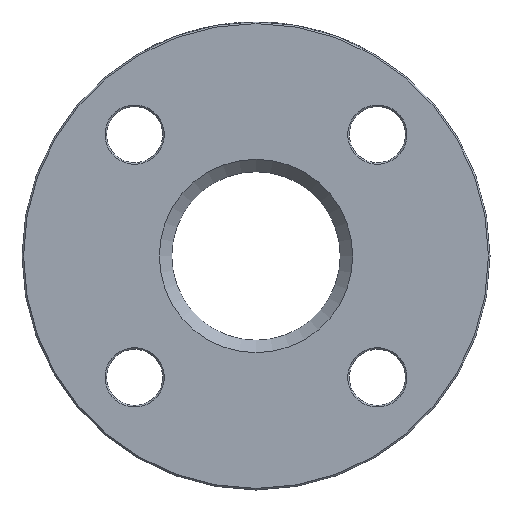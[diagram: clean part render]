
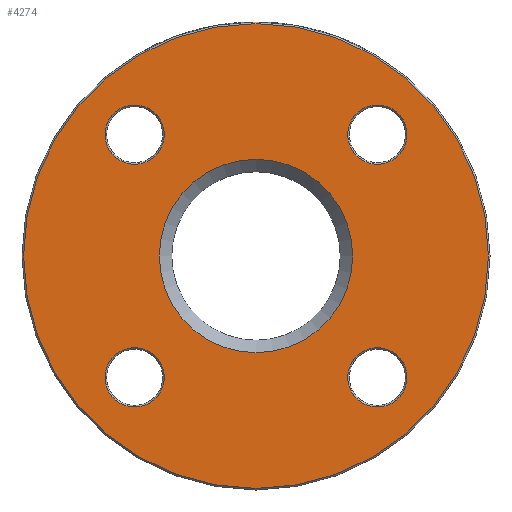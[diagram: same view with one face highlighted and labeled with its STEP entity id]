
A CAD part, left-side view. The second image highlights one B-rep face of the part: STEP entity #4274.
In plain terms, the highlighted planar face has unit normal (-1, 0, 0).
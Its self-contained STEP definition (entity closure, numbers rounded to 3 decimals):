
#102 = DIRECTION ( 'NONE',  ( 0., 0., -1. ) ) ;
#234 = EDGE_CURVE ( 'NONE', #5494, #5494, #5695, .T. ) ;
#546 = DIRECTION ( 'NONE',  ( 1., 0., 0. ) ) ;
#583 = VERTEX_POINT ( 'NONE', #1479 ) ;
#586 = VERTEX_POINT ( 'NONE', #2097 ) ;
#698 = CIRCLE ( 'NONE', #3567, 9.5 ) ;
#725 = ORIENTED_EDGE ( 'NONE', *, *, #1261, .T. ) ;
#779 = DIRECTION ( 'NONE',  ( 1., 0., 0. ) ) ;
#901 = EDGE_LOOP ( 'NONE', ( #3245 ) ) ;
#961 = AXIS2_PLACEMENT_3D ( 'NONE', #1451, #5362, #3464 ) ;
#1010 = CARTESIAN_POINT ( 'NONE',  ( 0., 38.891, 38.891 ) ) ;
#1261 = EDGE_CURVE ( 'NONE', #583, #583, #2815, .T. ) ;
#1310 = AXIS2_PLACEMENT_3D ( 'NONE', #5343, #1399, #4812 ) ;
#1399 = DIRECTION ( 'NONE',  ( 1., 0., 0. ) ) ;
#1451 = CARTESIAN_POINT ( 'NONE',  ( 0., 38.891, -38.891 ) ) ;
#1479 = CARTESIAN_POINT ( 'NONE',  ( 0., -38.891, 29.391 ) ) ;
#1619 = EDGE_LOOP ( 'NONE', ( #5626 ) ) ;
#1777 = DIRECTION ( 'NONE',  ( 0., 0., -1. ) ) ;
#1879 = FACE_BOUND ( 'NONE', #4884, .T. ) ;
#1909 = FACE_BOUND ( 'NONE', #3368, .T. ) ;
#1965 = EDGE_CURVE ( 'NONE', #586, #586, #4625, .T. ) ;
#2021 = CARTESIAN_POINT ( 'NONE',  ( 0., 0., 0. ) ) ;
#2032 = CARTESIAN_POINT ( 'NONE',  ( 0., 0., -31. ) ) ;
#2097 = CARTESIAN_POINT ( 'NONE',  ( 0., 0., -74.5 ) ) ;
#2310 = EDGE_CURVE ( 'NONE', #5399, #5399, #6102, .T. ) ;
#2456 = DIRECTION ( 'NONE',  ( 0., 0., -1. ) ) ;
#2539 = EDGE_LOOP ( 'NONE', ( #4074 ) ) ;
#2775 = DIRECTION ( 'NONE',  ( 1., 0., 0. ) ) ;
#2815 = CIRCLE ( 'NONE', #3333, 9.5 ) ;
#2828 = FACE_OUTER_BOUND ( 'NONE', #1619, .T. ) ;
#2910 = AXIS2_PLACEMENT_3D ( 'NONE', #5363, #546, #102 ) ;
#3245 = ORIENTED_EDGE ( 'NONE', *, *, #4678, .T. ) ;
#3316 = FACE_BOUND ( 'NONE', #2539, .T. ) ;
#3333 = AXIS2_PLACEMENT_3D ( 'NONE', #3349, #2775, #5765 ) ;
#3349 = CARTESIAN_POINT ( 'NONE',  ( 0., -38.891, 38.891 ) ) ;
#3368 = EDGE_LOOP ( 'NONE', ( #4101 ) ) ;
#3464 = DIRECTION ( 'NONE',  ( 0., 0., -1. ) ) ;
#3469 = CARTESIAN_POINT ( 'NONE',  ( 0., 38.891, -48.391 ) ) ;
#3567 = AXIS2_PLACEMENT_3D ( 'NONE', #1010, #4932, #2456 ) ;
#3863 = FACE_BOUND ( 'NONE', #4118, .T. ) ;
#3912 = DIRECTION ( 'NONE',  ( -1., 0., 0. ) ) ;
#4022 = VERTEX_POINT ( 'NONE', #4475 ) ;
#4074 = ORIENTED_EDGE ( 'NONE', *, *, #5732, .T. ) ;
#4101 = ORIENTED_EDGE ( 'NONE', *, *, #234, .T. ) ;
#4118 = EDGE_LOOP ( 'NONE', ( #725 ) ) ;
#4274 = ADVANCED_FACE ( 'NONE', ( #1909, #2828, #3863, #4863, #1879, #3316 ), #4414, .F. ) ;
#4414 = PLANE ( 'NONE',  #1310 ) ;
#4442 = CARTESIAN_POINT ( 'NONE',  ( 0., -38.891, -48.391 ) ) ;
#4475 = CARTESIAN_POINT ( 'NONE',  ( 0., 38.891, 29.391 ) ) ;
#4496 = DIRECTION ( 'NONE',  ( 0., 0., -1. ) ) ;
#4513 = VERTEX_POINT ( 'NONE', #4442 ) ;
#4625 = CIRCLE ( 'NONE', #5939, 74.5 ) ;
#4678 = EDGE_CURVE ( 'NONE', #4513, #4513, #5714, .T. ) ;
#4812 = DIRECTION ( 'NONE',  ( 0., 0., -1. ) ) ;
#4863 = FACE_BOUND ( 'NONE', #901, .T. ) ;
#4884 = EDGE_LOOP ( 'NONE', ( #5330 ) ) ;
#4932 = DIRECTION ( 'NONE',  ( 1., 0., 0. ) ) ;
#5000 = AXIS2_PLACEMENT_3D ( 'NONE', #6103, #779, #1777 ) ;
#5330 = ORIENTED_EDGE ( 'NONE', *, *, #2310, .T. ) ;
#5343 = CARTESIAN_POINT ( 'NONE',  ( 0., 27., 0. ) ) ;
#5362 = DIRECTION ( 'NONE',  ( 1., 0., 0. ) ) ;
#5363 = CARTESIAN_POINT ( 'NONE',  ( 0., 0., 0. ) ) ;
#5399 = VERTEX_POINT ( 'NONE', #3469 ) ;
#5494 = VERTEX_POINT ( 'NONE', #2032 ) ;
#5626 = ORIENTED_EDGE ( 'NONE', *, *, #1965, .T. ) ;
#5695 = CIRCLE ( 'NONE', #2910, 31. ) ;
#5714 = CIRCLE ( 'NONE', #5000, 9.5 ) ;
#5732 = EDGE_CURVE ( 'NONE', #4022, #4022, #698, .T. ) ;
#5765 = DIRECTION ( 'NONE',  ( 0., 0., -1. ) ) ;
#5939 = AXIS2_PLACEMENT_3D ( 'NONE', #2021, #3912, #4496 ) ;
#6102 = CIRCLE ( 'NONE', #961, 9.5 ) ;
#6103 = CARTESIAN_POINT ( 'NONE',  ( 0., -38.891, -38.891 ) ) ;
